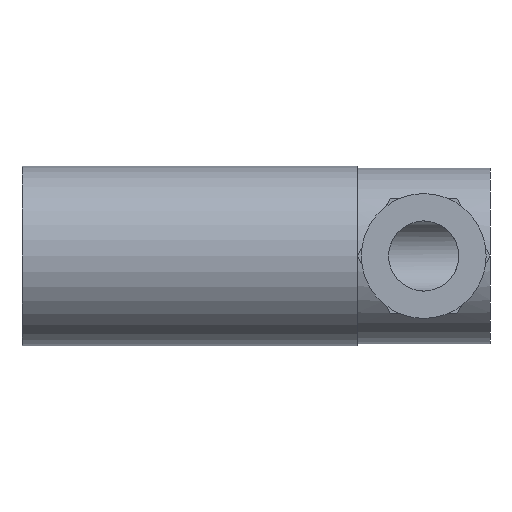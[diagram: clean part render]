
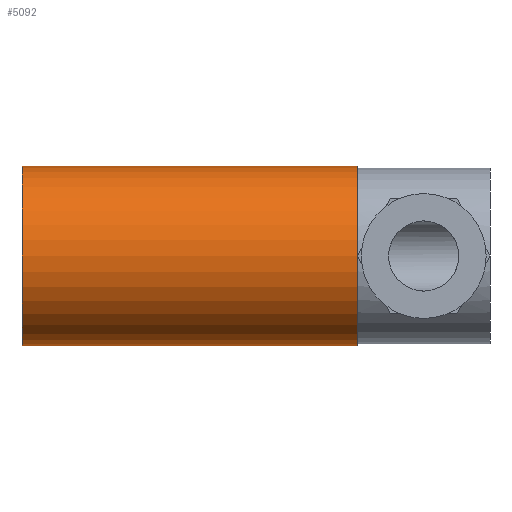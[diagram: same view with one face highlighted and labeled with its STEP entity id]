
A CAD part, front view. The second image highlights one B-rep face of the part: STEP entity #5092.
In plain terms, the highlighted cylindrical face has radius 11.5 mm (diameter 23 mm), a partial arc.
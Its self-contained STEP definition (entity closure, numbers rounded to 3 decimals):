
#270 = AXIS2_PLACEMENT_3D ( 'NONE', #2560, #4483, #7677 ) ;
#395 = EDGE_CURVE ( 'NONE', #5818, #6743, #5213, .T. ) ;
#664 = EDGE_LOOP ( 'NONE', ( #4381, #4499, #4792, #5061 ) ) ;
#1136 = CARTESIAN_POINT ( 'NONE',  ( 0., 0., 11.5 ) ) ;
#1501 = DIRECTION ( 'NONE',  ( 0., 0., 1. ) ) ;
#1785 = VECTOR ( 'NONE', #3412, 1000. ) ;
#1923 = AXIS2_PLACEMENT_3D ( 'NONE', #6482, #6054, #1501 ) ;
#2207 = EDGE_CURVE ( 'NONE', #6743, #7988, #5438, .T. ) ;
#2560 = CARTESIAN_POINT ( 'NONE',  ( 0., 0., 0. ) ) ;
#3412 = DIRECTION ( 'NONE',  ( -1., 0., 0. ) ) ;
#4381 = ORIENTED_EDGE ( 'NONE', *, *, #395, .F. ) ;
#4450 = DIRECTION ( 'NONE',  ( -1., 0., 0. ) ) ;
#4483 = DIRECTION ( 'NONE',  ( -1., 0., 0. ) ) ;
#4499 = ORIENTED_EDGE ( 'NONE', *, *, #6755, .T. ) ;
#4527 = FACE_OUTER_BOUND ( 'NONE', #664, .T. ) ;
#4529 = CIRCLE ( 'NONE', #6024, 11.5 ) ;
#4792 = ORIENTED_EDGE ( 'NONE', *, *, #5211, .T. ) ;
#5061 = ORIENTED_EDGE ( 'NONE', *, *, #2207, .F. ) ;
#5092 = ADVANCED_FACE ( 'NONE', ( #4527 ), #5163, .T. ) ;
#5124 = CARTESIAN_POINT ( 'NONE',  ( 43., 0., -11.5 ) ) ;
#5163 = CYLINDRICAL_SURFACE ( 'NONE', #1923, 11.5 ) ;
#5211 = EDGE_CURVE ( 'NONE', #5376, #7988, #6649, .T. ) ;
#5213 = LINE ( 'NONE', #7008, #5841 ) ;
#5332 = CARTESIAN_POINT ( 'NONE',  ( 0., 0., 11.5 ) ) ;
#5376 = VERTEX_POINT ( 'NONE', #8001 ) ;
#5438 = CIRCLE ( 'NONE', #270, 11.5 ) ;
#5818 = VERTEX_POINT ( 'NONE', #5124 ) ;
#5841 = VECTOR ( 'NONE', #4450, 1000. ) ;
#5845 = CARTESIAN_POINT ( 'NONE',  ( 43., 0., 0. ) ) ;
#6024 = AXIS2_PLACEMENT_3D ( 'NONE', #5845, #8320, #6402 ) ;
#6054 = DIRECTION ( 'NONE',  ( -1., 0., 0. ) ) ;
#6402 = DIRECTION ( 'NONE',  ( 0., 0., 1. ) ) ;
#6482 = CARTESIAN_POINT ( 'NONE',  ( 0., 0., 0. ) ) ;
#6649 = LINE ( 'NONE', #5332, #1785 ) ;
#6743 = VERTEX_POINT ( 'NONE', #8068 ) ;
#6755 = EDGE_CURVE ( 'NONE', #5818, #5376, #4529, .T. ) ;
#7008 = CARTESIAN_POINT ( 'NONE',  ( 0., 0., -11.5 ) ) ;
#7677 = DIRECTION ( 'NONE',  ( 0., 0., 1. ) ) ;
#7988 = VERTEX_POINT ( 'NONE', #1136 ) ;
#8001 = CARTESIAN_POINT ( 'NONE',  ( 43., 0., 11.5 ) ) ;
#8068 = CARTESIAN_POINT ( 'NONE',  ( 0., 0., -11.5 ) ) ;
#8320 = DIRECTION ( 'NONE',  ( -1., 0., 0. ) ) ;
